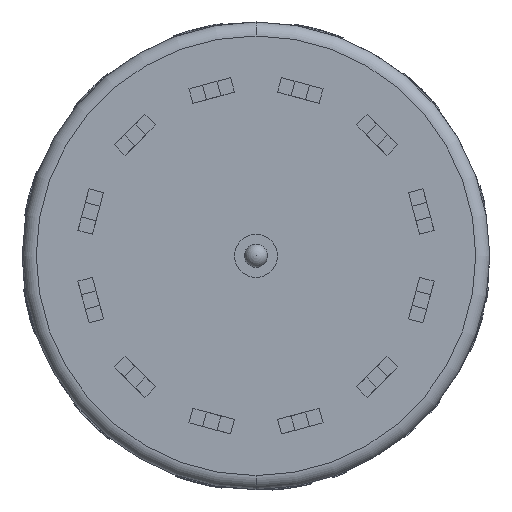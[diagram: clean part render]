
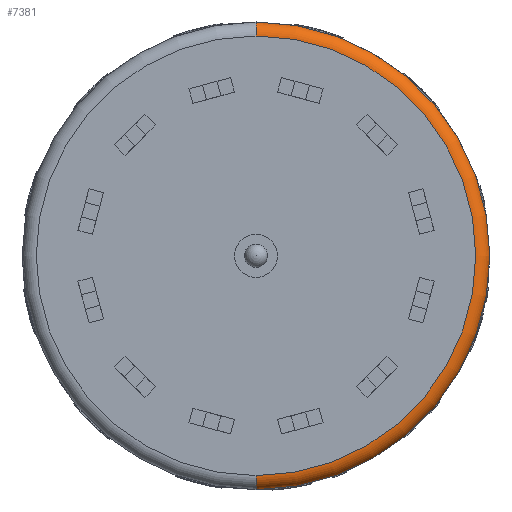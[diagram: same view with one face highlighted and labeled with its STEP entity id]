
A CAD part, front view. The second image highlights one B-rep face of the part: STEP entity #7381.
In plain terms, the highlighted toroidal (fillet/blend) face has major radius 5.969 mm and minor radius 0.381 mm.
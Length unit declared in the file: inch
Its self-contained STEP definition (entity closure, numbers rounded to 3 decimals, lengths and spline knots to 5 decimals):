
#666 = AXIS2_PLACEMENT_3D ( 'NONE', #16524, #9480, #14894 ) ;
#760 = EDGE_CURVE ( 'NONE', #16418, #11762, #7727, .T. ) ;
#765 = DIRECTION ( 'NONE',  ( 0., 1., 0. ) ) ;
#788 = ORIENTED_EDGE ( 'NONE', *, *, #2960, .F. ) ;
#933 = DIRECTION ( 'NONE',  ( 0., -1., 0. ) ) ;
#1353 = CARTESIAN_POINT ( 'NONE',  ( 0., 0.015, -0.235 ) ) ;
#1631 = VERTEX_POINT ( 'NONE', #1693 ) ;
#1693 = CARTESIAN_POINT ( 'NONE',  ( 0., 0.015, 0.25 ) ) ;
#2960 = EDGE_CURVE ( 'NONE', #4371, #1631, #8317, .T. ) ;
#3552 = EDGE_CURVE ( 'NONE', #1631, #11762, #11624, .T. ) ;
#3975 = EDGE_CURVE ( 'NONE', #16418, #4371, #17253, .T. ) ;
#4371 = VERTEX_POINT ( 'NONE', #15833 ) ;
#4848 = DIRECTION ( 'NONE',  ( 0., 0., 1. ) ) ;
#4865 = FACE_OUTER_BOUND ( 'NONE', #12757, .T. ) ;
#5108 = AXIS2_PLACEMENT_3D ( 'NONE', #14760, #933, #13366 ) ;
#6283 = ORIENTED_EDGE ( 'NONE', *, *, #3552, .F. ) ;
#7381 = ADVANCED_FACE ( 'NONE', ( #4865 ), #8667, .T. ) ;
#7727 = CIRCLE ( 'NONE', #16312, 0.015 ) ;
#8037 = AXIS2_PLACEMENT_3D ( 'NONE', #10607, #17557, #4848 ) ;
#8317 = CIRCLE ( 'NONE', #8037, 0.015 ) ;
#8667 = TOROIDAL_SURFACE ( 'NONE', #666, 0.235, 0.015 ) ;
#9398 = DIRECTION ( 'NONE',  ( 0., 0., 1. ) ) ;
#9480 = DIRECTION ( 'NONE',  ( 0., 1., 0. ) ) ;
#10607 = CARTESIAN_POINT ( 'NONE',  ( 0., 0.015, 0.235 ) ) ;
#11485 = DIRECTION ( 'NONE',  ( 1., 0., 0. ) ) ;
#11624 = CIRCLE ( 'NONE', #14259, 0.25 ) ;
#11762 = VERTEX_POINT ( 'NONE', #17418 ) ;
#12757 = EDGE_LOOP ( 'NONE', ( #17862, #17725, #6283, #788 ) ) ;
#13366 = DIRECTION ( 'NONE',  ( 0., 0., 1. ) ) ;
#14259 = AXIS2_PLACEMENT_3D ( 'NONE', #14691, #765, #9398 ) ;
#14691 = CARTESIAN_POINT ( 'NONE',  ( 0., 0.015, 0. ) ) ;
#14760 = CARTESIAN_POINT ( 'NONE',  ( 0., 0., 0. ) ) ;
#14894 = DIRECTION ( 'NONE',  ( 0., 0., 1. ) ) ;
#15833 = CARTESIAN_POINT ( 'NONE',  ( 0., 0., 0.235 ) ) ;
#16009 = CARTESIAN_POINT ( 'NONE',  ( 0., 0., -0.235 ) ) ;
#16312 = AXIS2_PLACEMENT_3D ( 'NONE', #1353, #11485, #16943 ) ;
#16418 = VERTEX_POINT ( 'NONE', #16009 ) ;
#16524 = CARTESIAN_POINT ( 'NONE',  ( 0., 0.015, 0. ) ) ;
#16943 = DIRECTION ( 'NONE',  ( 0., 0., -1. ) ) ;
#17253 = CIRCLE ( 'NONE', #5108, 0.235 ) ;
#17418 = CARTESIAN_POINT ( 'NONE',  ( 0., 0.015, -0.25 ) ) ;
#17557 = DIRECTION ( 'NONE',  ( -1., 0., 0. ) ) ;
#17725 = ORIENTED_EDGE ( 'NONE', *, *, #760, .T. ) ;
#17862 = ORIENTED_EDGE ( 'NONE', *, *, #3975, .F. ) ;
